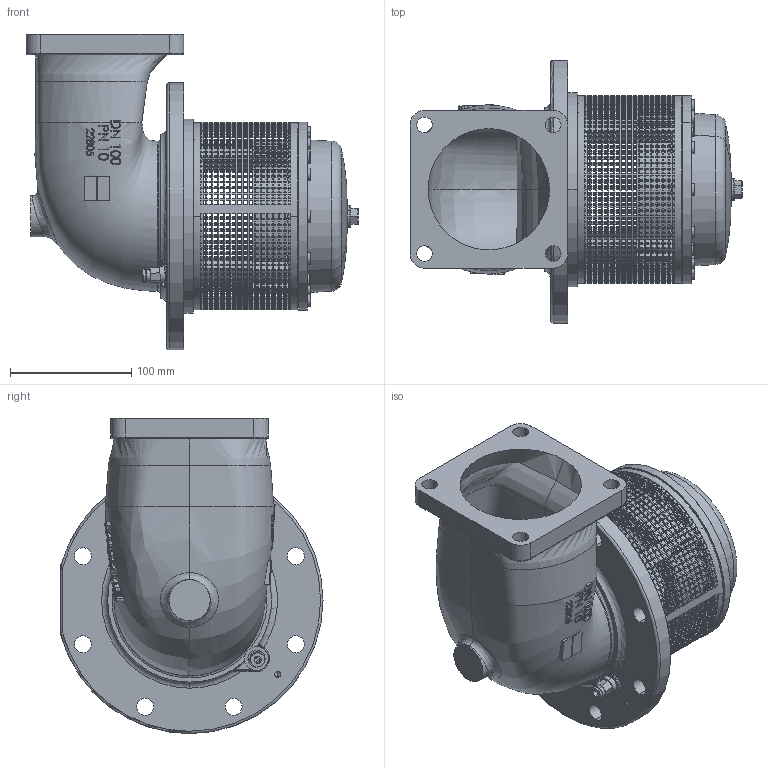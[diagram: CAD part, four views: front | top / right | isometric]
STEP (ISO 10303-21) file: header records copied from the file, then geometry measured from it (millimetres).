
FILE_DESCRIPTION (( 'STEP AP214' ), '1' );
FILE_NAME ('BO100-F2_22804.STEP', '2014-04-02T06:46:07', ( 'Admin2' ), ( '' ), 'SwSTEP 2.0', 'SolidWorks 2010', '' );
FILE_SCHEMA (( 'AUTOMOTIVE_DESIGN' ));
Length unit declared in the file: millimetre
Products named in the file (1): BO100-F2_22804
Bounding box: 273.7 x 216 x 260 mm (x, y, z)
Surface area: 407847.4 mm2 (no closed solid volume)
Topology: 0 solids, 63 shells, 5921 faces, 20953 edges, 14186 vertices
Faces by surface type: plane 5392, bspline 236, cylinder 181, torus 57, cone 55
Entity records: 426493 total; most frequent: CARTESIAN_POINT 175189, DIRECTION 37726, ORIENTED_EDGE 37249, EDGE_CURVE 20941, VERTEX_POINT 14186, LINE 12998, VECTOR 12998, AXIS2_PLACEMENT_3D 12364
